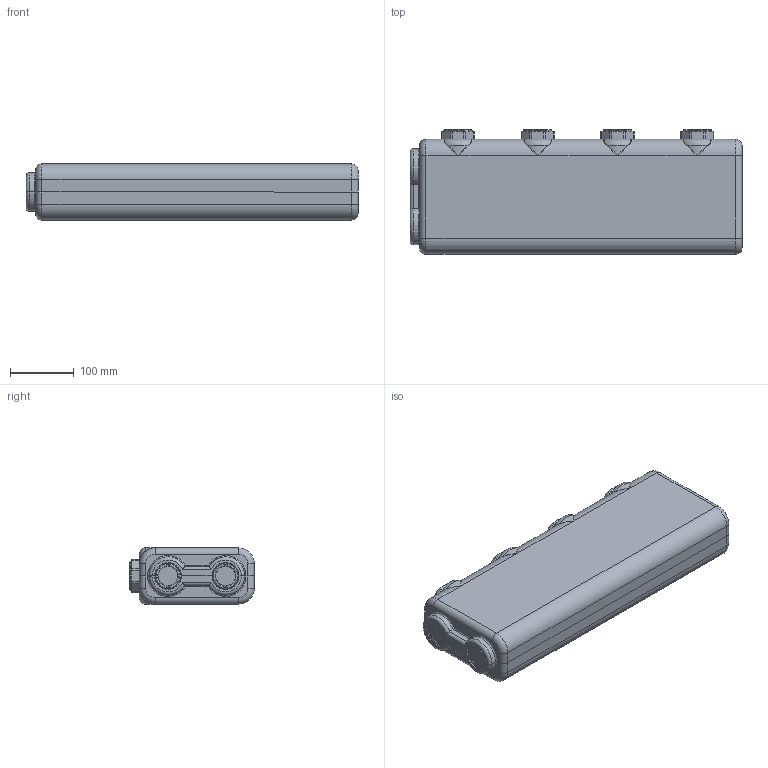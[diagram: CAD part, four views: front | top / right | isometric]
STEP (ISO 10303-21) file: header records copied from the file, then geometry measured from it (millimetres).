
FILE_DESCRIPTION(('CATIA V5 STEP Exchange','CAx-IF Rec.Pracs.--- Model Styling and Organization---1.5--- 2016-08-15','CAx-IF Rec.Pracs.---Supplemental Geometry---1.0---2011-11-01','CAx-IF Rec.Pracs.--- Composite Materials ---3.4---2017-06-13','CAx-IF Rec.Pracs.---Tessellated 3D Geometry---1.0---2015-12-17'),'2;1');
FILE_NAME('STEP_550020IN_-_TST.stp','2025-12-17T07:52:48+00:00',('none'),('none'),'CATIA Version 5-6 Release 2020 SP5','CATIA V5 STEP AP242 v2','none');
FILE_SCHEMA(('AP242_MANAGED_MODEL_BASED_3D_ENGINEERING_MIM_LF {1 0 10303 442 1 1 4}'));
Length unit declared in the file: millimetre
Products named in the file (1): 550020IN - TST
Bounding box: 520 x 195 x 88 mm (x, y, z)
Volume: 6026825.2 mm3; surface area: 801994.9 mm2
Topology: 7 solids, 7 shells, 857 faces, 2383 edges, 1550 vertices
Faces by surface type: cylinder 291, plane 238, cone 136, bspline 120, torus 72
Entity records: 35819 total; most frequent: CARTESIAN_POINT 18044, ORIENTED_EDGE 4702, EDGE_CURVE 2351, DIRECTION 2142, VERTEX_POINT 1550, AXIS2_PLACEMENT_3D 1008, EDGE_LOOP 909, B_SPLINE_CURVE_WITH_KNOTS 873
